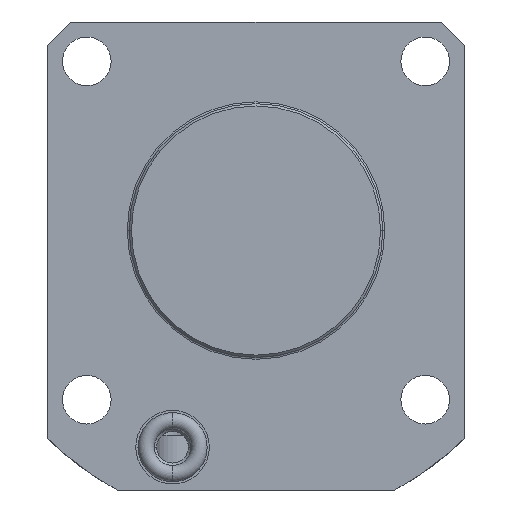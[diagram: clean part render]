
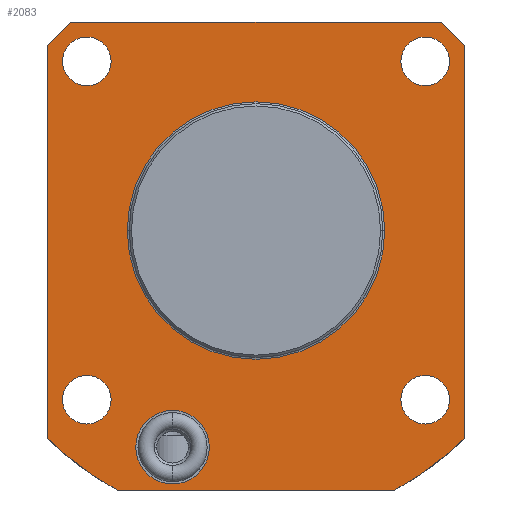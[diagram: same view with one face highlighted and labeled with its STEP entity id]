
A CAD part, front view. The second image highlights one B-rep face of the part: STEP entity #2083.
In plain terms, the highlighted planar face has unit normal (0, -1, 0).
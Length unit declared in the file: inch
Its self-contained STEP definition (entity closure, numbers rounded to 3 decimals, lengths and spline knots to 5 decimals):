
#87=CARTESIAN_POINT('',(0.,0.,0.));
#88=DIRECTION('',(0.,-1.,0.));
#89=DIRECTION('',(0.472,0.,-0.882));
#90=AXIS2_PLACEMENT_3D('',#87,#88,#89);
#116=CARTESIAN_POINT('',(0.,0.,0.));
#117=DIRECTION('',(0.,-1.,0.));
#118=DIRECTION('',(-0.709,0.,-0.706));
#119=AXIS2_PLACEMENT_3D('',#116,#117,#118);
#250=CARTESIAN_POINT('',(0.,0.,0.));
#251=DIRECTION('',(0.,1.,0.));
#252=DIRECTION('',(-1.,0.,0.));
#253=AXIS2_PLACEMENT_3D('',#250,#251,#252);
#258=CARTESIAN_POINT('',(0.,0.,0.));
#259=DIRECTION('',(0.,1.,0.));
#260=DIRECTION('',(1.,0.,0.));
#261=AXIS2_PLACEMENT_3D('',#258,#259,#260);
#266=DIRECTION('',(1.,0.,0.));
#267=VECTOR('',#266,2.35812);
#268=CARTESIAN_POINT('',(-1.17906,0.,-2.2045));
#269=LINE('',#268,#267);
#273=DIRECTION('',(0.,0.,-1.));
#274=VECTOR('',#273,3.33853);
#275=CARTESIAN_POINT('',(-1.7715,0.,1.5745));
#276=LINE('',#275,#274);
#280=DIRECTION('',(-0.707,0.,-0.707));
#281=VECTOR('',#280,0.2786);
#282=CARTESIAN_POINT('',(-1.5745,0.,1.7715));
#283=LINE('',#282,#281);
#287=DIRECTION('',(-1.,0.,0.));
#288=VECTOR('',#287,3.149);
#289=CARTESIAN_POINT('',(1.5745,0.,1.7715));
#290=LINE('',#289,#288);
#294=DIRECTION('',(-0.707,0.,0.707));
#295=VECTOR('',#294,0.2786);
#296=CARTESIAN_POINT('',(1.7715,0.,1.5745));
#297=LINE('',#296,#295);
#301=DIRECTION('',(0.,0.,1.));
#302=VECTOR('',#301,3.33853);
#303=CARTESIAN_POINT('',(1.7715,0.,-1.76403));
#304=LINE('',#303,#302);
#308=CARTESIAN_POINT('',(-1.4375,0.,-1.4375));
#309=DIRECTION('',(0.,1.,0.));
#310=DIRECTION('',(-1.,0.,0.));
#311=AXIS2_PLACEMENT_3D('',#308,#309,#310);
#316=CARTESIAN_POINT('',(-1.4375,0.,-1.4375));
#317=DIRECTION('',(0.,1.,0.));
#318=DIRECTION('',(1.,0.,0.));
#319=AXIS2_PLACEMENT_3D('',#316,#317,#318);
#324=CARTESIAN_POINT('',(1.4375,0.,-1.4375));
#325=DIRECTION('',(0.,1.,0.));
#326=DIRECTION('',(-1.,0.,0.));
#327=AXIS2_PLACEMENT_3D('',#324,#325,#326);
#332=CARTESIAN_POINT('',(1.4375,0.,-1.4375));
#333=DIRECTION('',(0.,1.,0.));
#334=DIRECTION('',(1.,0.,0.));
#335=AXIS2_PLACEMENT_3D('',#332,#333,#334);
#340=CARTESIAN_POINT('',(1.4375,0.,1.4375));
#341=DIRECTION('',(0.,1.,0.));
#342=DIRECTION('',(-1.,0.,0.));
#343=AXIS2_PLACEMENT_3D('',#340,#341,#342);
#348=CARTESIAN_POINT('',(1.4375,0.,1.4375));
#349=DIRECTION('',(0.,1.,0.));
#350=DIRECTION('',(1.,0.,0.));
#351=AXIS2_PLACEMENT_3D('',#348,#349,#350);
#356=CARTESIAN_POINT('',(-1.4375,0.,1.4375));
#357=DIRECTION('',(0.,1.,0.));
#358=DIRECTION('',(-1.,0.,0.));
#359=AXIS2_PLACEMENT_3D('',#356,#357,#358);
#364=CARTESIAN_POINT('',(-1.4375,0.,1.4375));
#365=DIRECTION('',(0.,1.,0.));
#366=DIRECTION('',(1.,0.,0.));
#367=AXIS2_PLACEMENT_3D('',#364,#365,#366);
#372=CARTESIAN_POINT('',(-0.709,0.,-1.841));
#373=DIRECTION('',(0.,-1.,0.));
#374=DIRECTION('',(-1.,0.,0.));
#375=AXIS2_PLACEMENT_3D('',#372,#373,#374);
#380=CARTESIAN_POINT('',(-0.709,0.,-1.841));
#381=DIRECTION('',(0.,-1.,0.));
#382=DIRECTION('',(1.,0.,0.));
#383=AXIS2_PLACEMENT_3D('',#380,#381,#382);
#1627=CARTESIAN_POINT('',(-1.17906,0.,-2.2045));
#1628=CARTESIAN_POINT('',(1.17906,0.,-2.2045));
#1629=VERTEX_POINT('',#1627);
#1630=VERTEX_POINT('',#1628);
#1631=CARTESIAN_POINT('',(1.7715,0.,-1.76403));
#1632=CARTESIAN_POINT('',(1.7715,0.,1.5745));
#1633=VERTEX_POINT('',#1631);
#1634=VERTEX_POINT('',#1632);
#1639=CARTESIAN_POINT('',(-1.7715,0.,-1.76403));
#1640=VERTEX_POINT('',#1639);
#1641=CARTESIAN_POINT('',(-1.644,0.,-1.4375));
#1642=CARTESIAN_POINT('',(-1.231,0.,-1.4375));
#1643=VERTEX_POINT('',#1641);
#1644=VERTEX_POINT('',#1642);
#1645=CARTESIAN_POINT('',(1.231,0.,-1.4375));
#1646=CARTESIAN_POINT('',(1.644,0.,-1.4375));
#1647=VERTEX_POINT('',#1645);
#1648=VERTEX_POINT('',#1646);
#1649=CARTESIAN_POINT('',(1.231,0.,1.4375));
#1650=CARTESIAN_POINT('',(1.644,0.,1.4375));
#1651=VERTEX_POINT('',#1649);
#1652=VERTEX_POINT('',#1650);
#1653=CARTESIAN_POINT('',(-1.644,0.,1.4375));
#1654=CARTESIAN_POINT('',(-1.231,0.,1.4375));
#1655=VERTEX_POINT('',#1653);
#1656=VERTEX_POINT('',#1654);
#1685=CARTESIAN_POINT('',(-1.0937,0.,0.));
#1686=CARTESIAN_POINT('',(1.0937,0.,0.));
#1687=VERTEX_POINT('',#1685);
#1688=VERTEX_POINT('',#1686);
#1771=CARTESIAN_POINT('',(-1.0215,0.,-1.841));
#1772=CARTESIAN_POINT('',(-0.3965,0.,-1.841));
#1773=VERTEX_POINT('',#1771);
#1774=VERTEX_POINT('',#1772);
#1809=CARTESIAN_POINT('',(1.5745,0.,1.7715));
#1810=VERTEX_POINT('',#1809);
#1811=CARTESIAN_POINT('',(-1.5745,0.,1.7715));
#1812=VERTEX_POINT('',#1811);
#1813=CARTESIAN_POINT('',(-1.7715,0.,1.5745));
#1814=VERTEX_POINT('',#1813);
#2029=CARTESIAN_POINT('',(0.,0.,0.));
#2030=DIRECTION('',(0.,-1.,0.));
#2031=DIRECTION('',(-1.,0.,0.));
#2032=AXIS2_PLACEMENT_3D('',#2029,#2030,#2031);
#2033=PLANE('',#2032);
#2034=ORIENTED_EDGE('',*,*,#1872,.F.);
#2035=ORIENTED_EDGE('',*,*,#1912,.F.);
#2037=ORIENTED_EDGE('',*,*,#2036,.F.);
#2039=ORIENTED_EDGE('',*,*,#2038,.F.);
#2041=ORIENTED_EDGE('',*,*,#2040,.F.);
#2043=ORIENTED_EDGE('',*,*,#2042,.F.);
#2045=ORIENTED_EDGE('',*,*,#2044,.F.);
#2046=ORIENTED_EDGE('',*,*,#1892,.F.);
#2047=EDGE_LOOP('',(#2034,#2035,#2037,#2039,#2041,#2043,#2045,#2046));
#2048=FACE_OUTER_BOUND('',#2047,.F.);
#2050=ORIENTED_EDGE('',*,*,#2049,.F.);
#2052=ORIENTED_EDGE('',*,*,#2051,.F.);
#2053=EDGE_LOOP('',(#2050,#2052));
#2054=FACE_BOUND('',#2053,.F.);
#2056=ORIENTED_EDGE('',*,*,#2055,.F.);
#2058=ORIENTED_EDGE('',*,*,#2057,.F.);
#2059=EDGE_LOOP('',(#2056,#2058));
#2060=FACE_BOUND('',#2059,.F.);
#2061=ORIENTED_EDGE('',*,*,#2009,.F.);
#2062=ORIENTED_EDGE('',*,*,#2023,.F.);
#2063=EDGE_LOOP('',(#2061,#2062));
#2064=FACE_BOUND('',#2063,.F.);
#2066=ORIENTED_EDGE('',*,*,#2065,.F.);
#2068=ORIENTED_EDGE('',*,*,#2067,.F.);
#2069=EDGE_LOOP('',(#2066,#2068));
#2070=FACE_BOUND('',#2069,.F.);
#2072=ORIENTED_EDGE('',*,*,#2071,.F.);
#2074=ORIENTED_EDGE('',*,*,#2073,.F.);
#2075=EDGE_LOOP('',(#2072,#2074));
#2076=FACE_BOUND('',#2075,.F.);
#2078=ORIENTED_EDGE('',*,*,#2077,.T.);
#2080=ORIENTED_EDGE('',*,*,#2079,.T.);
#2081=EDGE_LOOP('',(#2078,#2080));
#2082=FACE_BOUND('',#2081,.F.);
#91=CIRCLE('',#90,2.5);
#120=CIRCLE('',#119,2.5);
#254=CIRCLE('',#253,1.0937);
#262=CIRCLE('',#261,1.0937);
#312=CIRCLE('',#311,0.2065);
#320=CIRCLE('',#319,0.2065);
#328=CIRCLE('',#327,0.2065);
#336=CIRCLE('',#335,0.2065);
#344=CIRCLE('',#343,0.2065);
#352=CIRCLE('',#351,0.2065);
#360=CIRCLE('',#359,0.2065);
#368=CIRCLE('',#367,0.2065);
#376=CIRCLE('',#375,0.3125);
#384=CIRCLE('',#383,0.3125);
#1872=EDGE_CURVE('',#1629,#1630,#269,.T.);
#1892=EDGE_CURVE('',#1630,#1633,#91,.T.);
#1912=EDGE_CURVE('',#1640,#1629,#120,.T.);
#2009=EDGE_CURVE('',#1647,#1648,#328,.T.);
#2023=EDGE_CURVE('',#1648,#1647,#336,.T.);
#2036=EDGE_CURVE('',#1814,#1640,#276,.T.);
#2038=EDGE_CURVE('',#1812,#1814,#283,.T.);
#2040=EDGE_CURVE('',#1810,#1812,#290,.T.);
#2042=EDGE_CURVE('',#1634,#1810,#297,.T.);
#2044=EDGE_CURVE('',#1633,#1634,#304,.T.);
#2049=EDGE_CURVE('',#1687,#1688,#254,.T.);
#2051=EDGE_CURVE('',#1688,#1687,#262,.T.);
#2055=EDGE_CURVE('',#1643,#1644,#312,.T.);
#2057=EDGE_CURVE('',#1644,#1643,#320,.T.);
#2065=EDGE_CURVE('',#1651,#1652,#344,.T.);
#2067=EDGE_CURVE('',#1652,#1651,#352,.T.);
#2071=EDGE_CURVE('',#1655,#1656,#360,.T.);
#2073=EDGE_CURVE('',#1656,#1655,#368,.T.);
#2077=EDGE_CURVE('',#1773,#1774,#376,.T.);
#2079=EDGE_CURVE('',#1774,#1773,#384,.T.);
#2083=ADVANCED_FACE('',(#2048,#2054,#2060,#2064,#2070,#2076,#2082),#2033,.T.);
